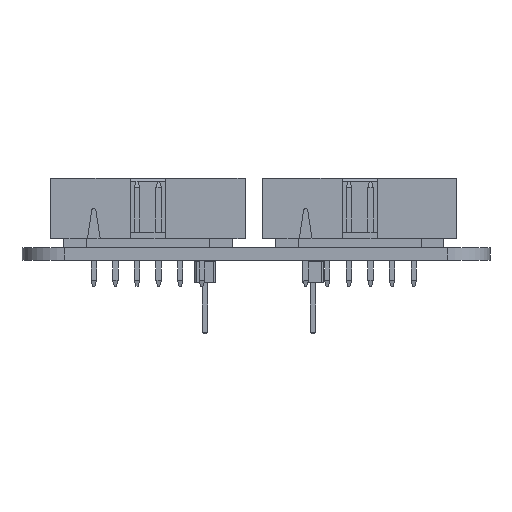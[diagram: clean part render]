
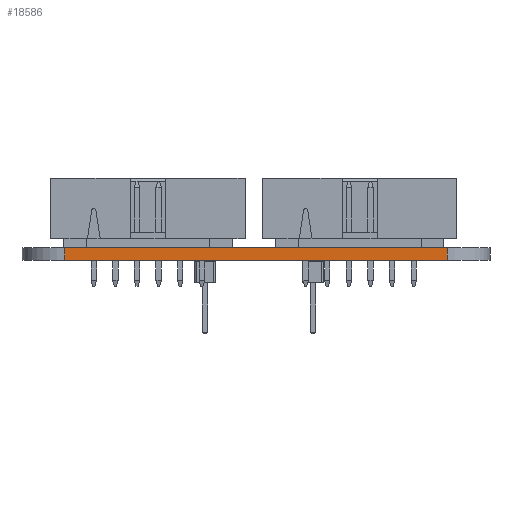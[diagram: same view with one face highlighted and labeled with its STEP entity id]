
A CAD part, left-side view. The second image highlights one B-rep face of the part: STEP entity #18586.
In plain terms, the highlighted planar face has unit normal (-1, 0, 0).
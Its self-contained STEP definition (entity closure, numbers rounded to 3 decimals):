
#17247 = VERTEX_POINT('',#17248);
#17248 = CARTESIAN_POINT('',(80.301,-78.814,0.));
#17255 = EDGE_CURVE('',#17256,#17247,#17258,.T.);
#17256 = VERTEX_POINT('',#17257);
#17257 = CARTESIAN_POINT('',(80.301,-123.814,0.));
#17258 = LINE('',#17259,#17260);
#17259 = CARTESIAN_POINT('',(80.301,-123.814,0.));
#17260 = VECTOR('',#17261,1.);
#17261 = DIRECTION('',(0.,1.,0.));
#17903 = VERTEX_POINT('',#17904);
#17904 = CARTESIAN_POINT('',(80.301,-78.814,1.51));
#17911 = EDGE_CURVE('',#17912,#17903,#17914,.T.);
#17912 = VERTEX_POINT('',#17913);
#17913 = CARTESIAN_POINT('',(80.301,-123.814,1.51));
#17914 = LINE('',#17915,#17916);
#17915 = CARTESIAN_POINT('',(80.301,-123.814,1.51));
#17916 = VECTOR('',#17917,1.);
#17917 = DIRECTION('',(0.,1.,0.));
#18556 = EDGE_CURVE('',#17247,#17903,#18557,.T.);
#18557 = LINE('',#18558,#18559);
#18558 = CARTESIAN_POINT('',(80.301,-78.814,0.));
#18559 = VECTOR('',#18560,1.);
#18560 = DIRECTION('',(0.,0.,1.));
#18586 = ADVANCED_FACE('',(#18587),#18598,.T.);
#18587 = FACE_BOUND('',#18588,.T.);
#18588 = EDGE_LOOP('',(#18589,#18595,#18596,#18597));
#18589 = ORIENTED_EDGE('',*,*,#18590,.T.);
#18590 = EDGE_CURVE('',#17256,#17912,#18591,.T.);
#18591 = LINE('',#18592,#18593);
#18592 = CARTESIAN_POINT('',(80.301,-123.814,0.));
#18593 = VECTOR('',#18594,1.);
#18594 = DIRECTION('',(0.,0.,1.));
#18595 = ORIENTED_EDGE('',*,*,#17911,.T.);
#18596 = ORIENTED_EDGE('',*,*,#18556,.F.);
#18597 = ORIENTED_EDGE('',*,*,#17255,.F.);
#18598 = PLANE('',#18599);
#18599 = AXIS2_PLACEMENT_3D('',#18600,#18601,#18602);
#18600 = CARTESIAN_POINT('',(80.301,-123.814,0.));
#18601 = DIRECTION('',(-1.,0.,0.));
#18602 = DIRECTION('',(0.,1.,0.));
